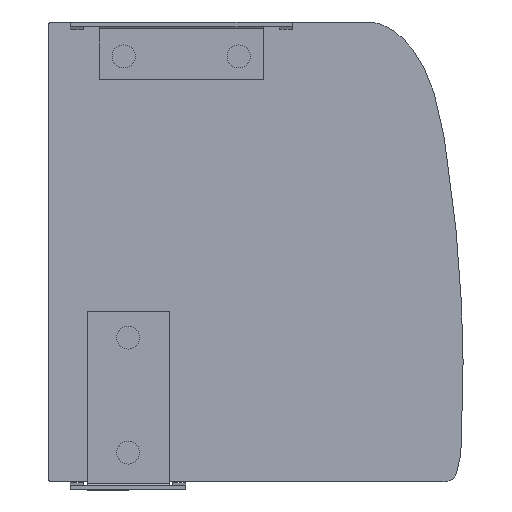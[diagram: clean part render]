
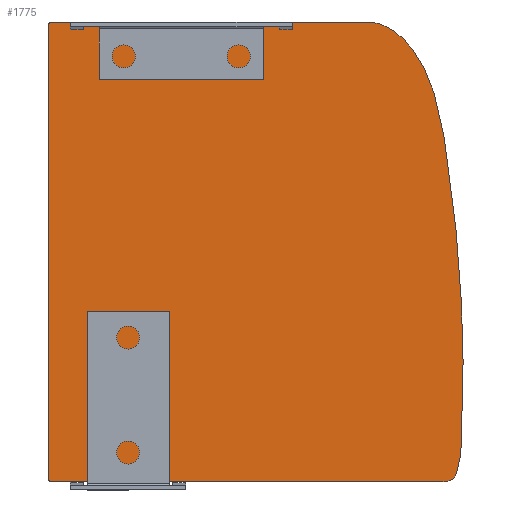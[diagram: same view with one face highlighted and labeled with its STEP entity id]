
A CAD part, top view. The second image highlights one B-rep face of the part: STEP entity #1775.
In plain terms, the highlighted planar face has unit normal (0, 0, 1).
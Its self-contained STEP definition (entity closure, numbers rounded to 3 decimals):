
#53 = EDGE_CURVE ( 'NONE', #3291, #3198, #2519, .T. ) ;
#61 = ORIENTED_EDGE ( 'NONE', *, *, #122, .T. ) ;
#64 = EDGE_CURVE ( 'NONE', #3198, #617, #2482, .T. ) ;
#81 = EDGE_CURVE ( 'NONE', #617, #134, #2448, .T. ) ;
#122 = EDGE_CURVE ( 'NONE', #2293, #3291, #3557, .T. ) ;
#129 = EDGE_CURVE ( 'NONE', #2982, #2293, #2371, .T. ) ;
#134 = VERTEX_POINT ( 'NONE', #2815 ) ;
#211 = CARTESIAN_POINT ( 'NONE',  ( -64.5, -70., 0. ) ) ;
#248 = DIRECTION ( 'NONE',  ( 1., 0., 0. ) ) ;
#583 = CARTESIAN_POINT ( 'NONE',  ( -64.5, -69.5, 0. ) ) ;
#592 = CARTESIAN_POINT ( 'NONE',  ( -65., 69.5, 0. ) ) ;
#617 = VERTEX_POINT ( 'NONE', #592 ) ;
#689 = ORIENTED_EDGE ( 'NONE', *, *, #53, .T. ) ;
#713 = EDGE_CURVE ( 'NONE', #838, #2982, #1508, .T. ) ;
#838 = VERTEX_POINT ( 'NONE', #1931 ) ;
#892 = AXIS2_PLACEMENT_3D ( 'NONE', #1480, #1470, #1457 ) ;
#1051 = CIRCLE ( 'NONE', #892, 0.5 ) ;
#1297 = CARTESIAN_POINT ( 'NONE',  ( 55., -70., 0. ) ) ;
#1327 = CARTESIAN_POINT ( 'NONE',  ( 57.025, -69.677, 0. ) ) ;
#1457 = DIRECTION ( 'NONE',  ( -1., 0., 0. ) ) ;
#1470 = DIRECTION ( 'NONE',  ( 0., 0., 1. ) ) ;
#1480 = CARTESIAN_POINT ( 'NONE',  ( -64.5, -69.5, 0. ) ) ;
#1496 = VECTOR ( 'NONE', #248, 1000. ) ;
#1508 = LINE ( 'NONE', #211, #1496 ) ;
#1764 = DIRECTION ( 'NONE',  ( 0., -1., 0. ) ) ;
#1775 = ADVANCED_FACE ( 'NONE', ( #2861 ), #2534, .T. ) ;
#1887 = CARTESIAN_POINT ( 'NONE',  ( -65., -69.5, 0. ) ) ;
#1910 = DIRECTION ( 'NONE',  ( 0., 0., 1. ) ) ;
#1931 = CARTESIAN_POINT ( 'NONE',  ( -64.5, -70., 0. ) ) ;
#2055 = ORIENTED_EDGE ( 'NONE', *, *, #81, .T. ) ;
#2121 = DIRECTION ( 'NONE',  ( 0., 0., 1. ) ) ;
#2128 = AXIS2_PLACEMENT_3D ( 'NONE', #583, #1910, #3715 ) ;
#2133 = DIRECTION ( 'NONE',  ( -1., 0., 0. ) ) ;
#2136 = CARTESIAN_POINT ( 'NONE',  ( -64.5, 69.5, 0. ) ) ;
#2283 = CARTESIAN_POINT ( 'NONE',  ( -64.5, 70., 0. ) ) ;
#2293 = VERTEX_POINT ( 'NONE', #3351 ) ;
#2323 = DIRECTION ( 'NONE',  ( -1., 0., 0. ) ) ;
#2341 = VECTOR ( 'NONE', #3367, 1000. ) ;
#2371 = LINE ( 'NONE', #1297, #2341 ) ;
#2414 = VECTOR ( 'NONE', #1764, 1000. ) ;
#2430 = CARTESIAN_POINT ( 'NONE',  ( 32., 70., 0. ) ) ;
#2431 = ORIENTED_EDGE ( 'NONE', *, *, #713, .T. ) ;
#2448 = LINE ( 'NONE', #1887, #2414 ) ;
#2482 = CIRCLE ( 'NONE', #3292, 0.5 ) ;
#2483 = VECTOR ( 'NONE', #2323, 1000. ) ;
#2518 = CARTESIAN_POINT ( 'NONE',  ( -64.5, 70., 0. ) ) ;
#2519 = LINE ( 'NONE', #2283, #2483 ) ;
#2534 = PLANE ( 'NONE',  #2128 ) ;
#2639 = ORIENTED_EDGE ( 'NONE', *, *, #129, .T. ) ;
#2815 = CARTESIAN_POINT ( 'NONE',  ( -65., -69.5, 0. ) ) ;
#2861 = FACE_OUTER_BOUND ( 'NONE', #3286, .T. ) ;
#2895 = CARTESIAN_POINT ( 'NONE',  ( 32., 70., 0. ) ) ;
#2906 = CARTESIAN_POINT ( 'NONE',  ( 32.525, 70., 0. ) ) ;
#2911 = CARTESIAN_POINT ( 'NONE',  ( 33.587, 69.933, 0. ) ) ;
#2921 = CARTESIAN_POINT ( 'NONE',  ( 35.591, 69.556, 0. ) ) ;
#2940 = CARTESIAN_POINT ( 'NONE',  ( 37.913, 68.687, 0. ) ) ;
#2947 = CARTESIAN_POINT ( 'NONE',  ( 40.38, 67.188, 0. ) ) ;
#2982 = VERTEX_POINT ( 'NONE', #3560 ) ;
#2996 = ORIENTED_EDGE ( 'NONE', *, *, #64, .T. ) ;
#3005 = CARTESIAN_POINT ( 'NONE',  ( 42.559, 65.368, 0. ) ) ;
#3025 = ORIENTED_EDGE ( 'NONE', *, *, #3496, .T. ) ;
#3049 = CARTESIAN_POINT ( 'NONE',  ( 44.476, 63.343, 0. ) ) ;
#3060 = CARTESIAN_POINT ( 'NONE',  ( 46.721, 60.511, 0. ) ) ;
#3063 = CARTESIAN_POINT ( 'NONE',  ( 49.048, 56.729, 0. ) ) ;
#3073 = CARTESIAN_POINT ( 'NONE',  ( 51.187, 51.917, 0. ) ) ;
#3080 = CARTESIAN_POINT ( 'NONE',  ( 53.357, 45.251, 0. ) ) ;
#3095 = CARTESIAN_POINT ( 'NONE',  ( 55.129, 36.676, 0. ) ) ;
#3102 = CARTESIAN_POINT ( 'NONE',  ( 56.785, 26.422, 0. ) ) ;
#3106 = CARTESIAN_POINT ( 'NONE',  ( 58.493, 12.782, 0. ) ) ;
#3109 = CARTESIAN_POINT ( 'NONE',  ( 59.608, -0.544, 0. ) ) ;
#3115 = CARTESIAN_POINT ( 'NONE',  ( 60.517, -13.104, 0. ) ) ;
#3122 = CARTESIAN_POINT ( 'NONE',  ( 60.961, -22.373, 0. ) ) ;
#3126 = CARTESIAN_POINT ( 'NONE',  ( 61.113, -29.902, 0. ) ) ;
#3131 = CARTESIAN_POINT ( 'NONE',  ( 61.137, -35.753, 0. ) ) ;
#3137 = CARTESIAN_POINT ( 'NONE',  ( 61.112, -40.045, 0. ) ) ;
#3146 = CARTESIAN_POINT ( 'NONE',  ( 61.049, -44.226, 0. ) ) ;
#3150 = CARTESIAN_POINT ( 'NONE',  ( 60.955, -48.284, 0. ) ) ;
#3161 = CARTESIAN_POINT ( 'NONE',  ( 60.857, -51.553, 0. ) ) ;
#3169 = CARTESIAN_POINT ( 'NONE',  ( 60.768, -54.094, 0. ) ) ;
#3173 = CARTESIAN_POINT ( 'NONE',  ( 60.698, -55.964, 0. ) ) ;
#3188 = CARTESIAN_POINT ( 'NONE',  ( 60.624, -57.778, 0. ) ) ;
#3198 = VERTEX_POINT ( 'NONE', #2518 ) ;
#3202 = CARTESIAN_POINT ( 'NONE',  ( 60.562, -59.305, 0. ) ) ;
#3207 = CARTESIAN_POINT ( 'NONE',  ( 60.441, -60.729, 0. ) ) ;
#3230 = CARTESIAN_POINT ( 'NONE',  ( 60.298, -61.915, 0. ) ) ;
#3234 = CARTESIAN_POINT ( 'NONE',  ( 60.086, -63.247, 0. ) ) ;
#3244 = CARTESIAN_POINT ( 'NONE',  ( 59.84, -64.528, 0. ) ) ;
#3256 = CARTESIAN_POINT ( 'NONE',  ( 59.588, -65.634, 0. ) ) ;
#3266 = CARTESIAN_POINT ( 'NONE',  ( 59.367, -66.459, 0. ) ) ;
#3273 = CARTESIAN_POINT ( 'NONE',  ( 59.148, -67.128, 0. ) ) ;
#3282 = CARTESIAN_POINT ( 'NONE',  ( 58.934, -67.656, 0. ) ) ;
#3286 = EDGE_LOOP ( 'NONE', ( #61, #689, #2996, #2055, #3025, #2431, #2639 ) ) ;
#3287 = CARTESIAN_POINT ( 'NONE',  ( 58.745, -68.054, 0. ) ) ;
#3291 = VERTEX_POINT ( 'NONE', #2430 ) ;
#3292 = AXIS2_PLACEMENT_3D ( 'NONE', #2136, #2121, #2133 ) ;
#3298 = CARTESIAN_POINT ( 'NONE',  ( 58.499, -68.472, 0. ) ) ;
#3303 = CARTESIAN_POINT ( 'NONE',  ( 58.175, -68.9, 0. ) ) ;
#3321 = CARTESIAN_POINT ( 'NONE',  ( 57.681, -69.366, 0. ) ) ;
#3330 = CARTESIAN_POINT ( 'NONE',  ( 56.518, -69.783, 0. ) ) ;
#3351 = CARTESIAN_POINT ( 'NONE',  ( 56.518, -69.783, 0. ) ) ;
#3356 = CARTESIAN_POINT ( 'NONE',  ( 56.665, -69.762, 0. ) ) ;
#3367 = DIRECTION ( 'NONE',  ( 0.99, 0.142, 0. ) ) ;
#3496 = EDGE_CURVE ( 'NONE', #134, #838, #1051, .T. ) ;
#3557 = B_SPLINE_CURVE_WITH_KNOTS ( 'NONE', 3,
 ( #3330, #3356, #1327, #3321, #3303, #3298, #3287, #3282, #3273, #3266, #3256, #3244, #3234, #3230, #3207, #3202, #3188, #3173, #3169, #3161, #3150, #3146, #3137, #3131, #3126, #3122, #3115, #3109, #3106, #3102, #3095, #3080, #3073, #3063, #3060, #3049, #3005, #2947, #2940, #2921, #2911, #2906, #2895 ),
 .UNSPECIFIED., .F., .F.,
 ( 4, 1, 1, 1, 1, 1, 1, 1, 1, 1, 1, 1, 1, 1, 1, 1, 1, 1, 1, 1, 1, 1, 1, 1, 1, 1, 1, 1, 1, 1, 1, 1, 1, 1, 1, 1, 1, 1, 1, 1, 4 ),
 ( 0., 0.001, 0.002, 0.004, 0.006, 0.007, 0.009, 0.011, 0.015, 0.019, 0.023, 0.031, 0.039, 0.047, 0.054, 0.07, 0.086, 0.101, 0.117, 0.148, 0.179, 0.211, 0.242, 0.273, 0.336, 0.398, 0.461, 0.586, 0.648, 0.711, 0.773, 0.804, 0.836, 0.867, 0.882, 0.898, 0.914, 0.929, 0.945, 0.953, 0.961 ),
 .UNSPECIFIED. ) ;
#3560 = CARTESIAN_POINT ( 'NONE',  ( 55., -70., 0. ) ) ;
#3715 = DIRECTION ( 'NONE',  ( -1., 0., 0. ) ) ;
